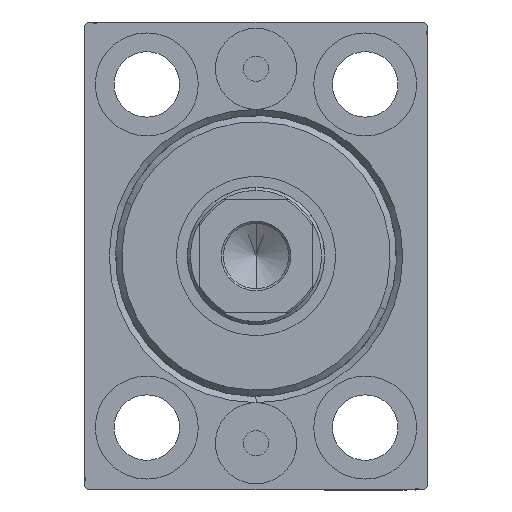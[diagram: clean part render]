
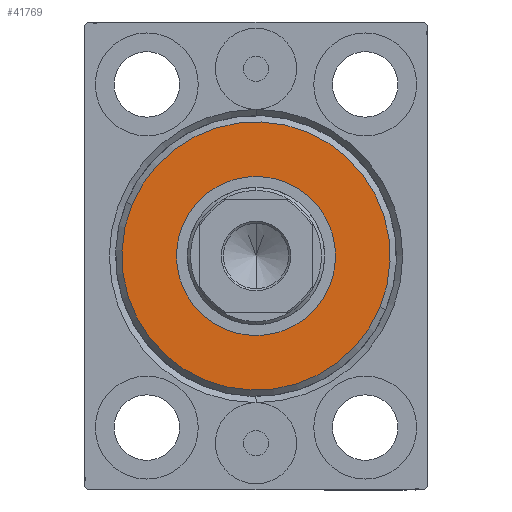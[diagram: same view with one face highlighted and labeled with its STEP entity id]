
A CAD part, left-side view. The second image highlights one B-rep face of the part: STEP entity #41769.
In plain terms, the highlighted face is planar.
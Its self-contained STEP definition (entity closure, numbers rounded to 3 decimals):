
#604 = AXIS2_PLACEMENT_3D ( 'NONE', #35554, #1096, #14856 ) ;
#1096 = DIRECTION ( 'NONE',  ( 1., 0., 0. ) ) ;
#2073 = CARTESIAN_POINT ( 'NONE',  ( 3., 0., 0. ) ) ;
#4101 = VERTEX_POINT ( 'NONE', #23607 ) ;
#4438 = FACE_OUTER_BOUND ( 'NONE', #5681, .T. ) ;
#5464 = EDGE_CURVE ( 'NONE', #25689, #8653, #39444, .T. ) ;
#5681 = EDGE_LOOP ( 'NONE', ( #15063, #20425 ) ) ;
#7289 = EDGE_CURVE ( 'NONE', #26315, #4101, #30309, .T. ) ;
#8430 = FACE_BOUND ( 'NONE', #24326, .T. ) ;
#8653 = VERTEX_POINT ( 'NONE', #23474 ) ;
#9615 = CARTESIAN_POINT ( 'NONE',  ( 3., 0., 0. ) ) ;
#11903 = AXIS2_PLACEMENT_3D ( 'NONE', #17057, #30482, #37519 ) ;
#13301 = CIRCLE ( 'NONE', #11903, 12.75 ) ;
#14856 = DIRECTION ( 'NONE',  ( 0., 0., -1. ) ) ;
#15063 = ORIENTED_EDGE ( 'NONE', *, *, #40435, .T. ) ;
#15625 = DIRECTION ( 'NONE',  ( -1., 0., 0. ) ) ;
#17057 = CARTESIAN_POINT ( 'NONE',  ( 3., 0., 0. ) ) ;
#17971 = PLANE ( 'NONE',  #604 ) ;
#18276 = AXIS2_PLACEMENT_3D ( 'NONE', #39605, #26189, #42260 ) ;
#20425 = ORIENTED_EDGE ( 'NONE', *, *, #5464, .T. ) ;
#22456 = AXIS2_PLACEMENT_3D ( 'NONE', #9615, #23112, #33014 ) ;
#23112 = DIRECTION ( 'NONE',  ( 1., 0., 0. ) ) ;
#23474 = CARTESIAN_POINT ( 'NONE',  ( 3., 0., 21.5 ) ) ;
#23607 = CARTESIAN_POINT ( 'NONE',  ( 3., 0., 12.75 ) ) ;
#24326 = EDGE_LOOP ( 'NONE', ( #29279, #40837 ) ) ;
#25689 = VERTEX_POINT ( 'NONE', #36398 ) ;
#26189 = DIRECTION ( 'NONE',  ( 1., 0., 0. ) ) ;
#26315 = VERTEX_POINT ( 'NONE', #38631 ) ;
#28201 = AXIS2_PLACEMENT_3D ( 'NONE', #2073, #15625, #42539 ) ;
#29279 = ORIENTED_EDGE ( 'NONE', *, *, #41136, .T. ) ;
#30195 = CIRCLE ( 'NONE', #22456, 21.5 ) ;
#30309 = CIRCLE ( 'NONE', #28201, 12.75 ) ;
#30482 = DIRECTION ( 'NONE',  ( -1., 0., 0. ) ) ;
#33014 = DIRECTION ( 'NONE',  ( 0., 0., -1. ) ) ;
#35554 = CARTESIAN_POINT ( 'NONE',  ( 3., 0., 0. ) ) ;
#36398 = CARTESIAN_POINT ( 'NONE',  ( 3., 0., -21.5 ) ) ;
#37519 = DIRECTION ( 'NONE',  ( 0., 0., -1. ) ) ;
#38631 = CARTESIAN_POINT ( 'NONE',  ( 3., 0., -12.75 ) ) ;
#39444 = CIRCLE ( 'NONE', #18276, 21.5 ) ;
#39605 = CARTESIAN_POINT ( 'NONE',  ( 3., 0., 0. ) ) ;
#40435 = EDGE_CURVE ( 'NONE', #8653, #25689, #30195, .T. ) ;
#40837 = ORIENTED_EDGE ( 'NONE', *, *, #7289, .T. ) ;
#41136 = EDGE_CURVE ( 'NONE', #4101, #26315, #13301, .T. ) ;
#41769 = ADVANCED_FACE ( 'NONE', ( #4438, #8430 ), #17971, .T. ) ;
#42260 = DIRECTION ( 'NONE',  ( 0., 0., -1. ) ) ;
#42539 = DIRECTION ( 'NONE',  ( 0., 0., -1. ) ) ;
